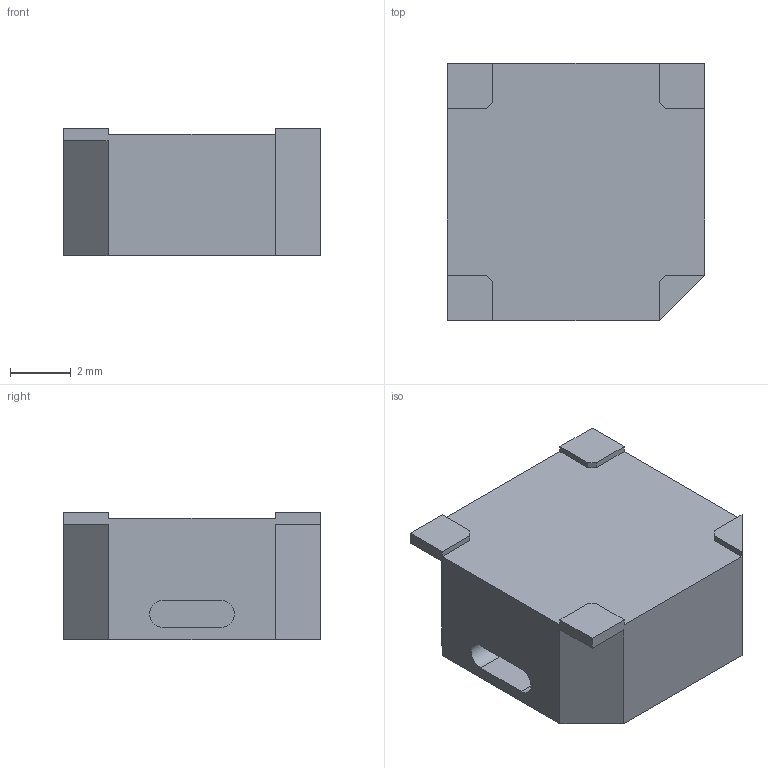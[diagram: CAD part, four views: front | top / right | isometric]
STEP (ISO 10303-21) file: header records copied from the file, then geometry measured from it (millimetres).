
FILE_DESCRIPTION(('STEP AP203'), '1');
FILE_NAME('DET 801', '2024-06-26T11:31:47', ('ava'), (''), 'ASCON STEP Converter 1.3', 'ASCON Math Kernel', '');
FILE_SCHEMA(('CONFIG_CONTROL_DESIGN'));
Length unit declared in the file: millimetre
Products named in the file (1): 4
Bounding box: 8.5 x 8.5 x 4.2 mm (x, y, z)
Volume: 263.6 mm3; surface area: 301.2 mm2
Topology: 1 solids, 1 shells, 513 faces, 1480 edges, 986 vertices
Faces by surface type: plane 399, cylinder 114
Full cylindrical faces by diameter (mm): 1 x1
Entity records: 20653 total; most frequent: CARTESIAN_POINT 2979, ORIENTED_EDGE 2958, DIRECTION 2735, EDGE_CURVE 1479, LINE 1251, VECTOR 1251, VERTEX_POINT 986, AXIS2_PLACEMENT_3D 742
